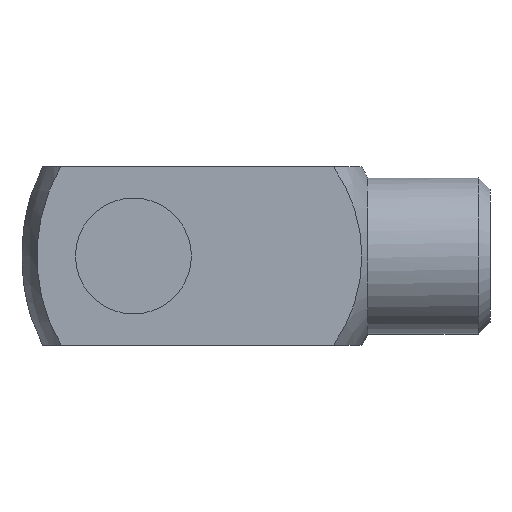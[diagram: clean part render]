
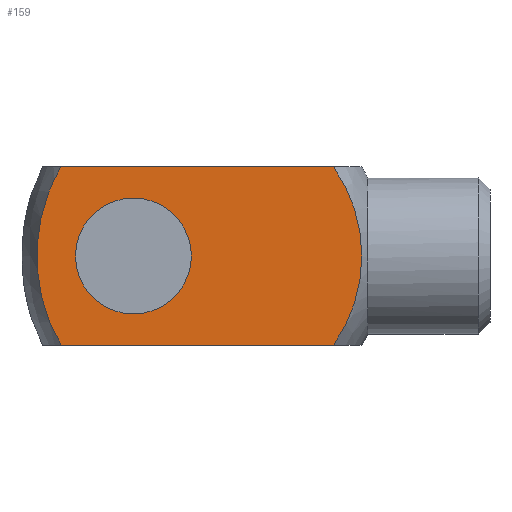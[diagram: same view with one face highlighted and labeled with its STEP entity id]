
A CAD part, front view. The second image highlights one B-rep face of the part: STEP entity #159.
In plain terms, the highlighted planar face has unit normal (0, -1, 0).
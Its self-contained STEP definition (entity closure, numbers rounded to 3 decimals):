
#159 = ADVANCED_FACE( '', ( #332, #333 ), #334, .T. );
#332 = FACE_BOUND( '', #543, .T. );
#333 = FACE_OUTER_BOUND( '', #544, .T. );
#334 = PLANE( '', #545 );
#543 = EDGE_LOOP( '', ( #963 ) );
#544 = EDGE_LOOP( '', ( #964, #965, #966, #967 ) );
#545 = AXIS2_PLACEMENT_3D( '', #968, #969, #970 );
#963 = ORIENTED_EDGE( '', *, *, #1020, .F. );
#964 = ORIENTED_EDGE( '', *, *, #1025, .F. );
#965 = ORIENTED_EDGE( '', *, *, #1080, .T. );
#966 = ORIENTED_EDGE( '', *, *, #1127, .F. );
#967 = ORIENTED_EDGE( '', *, *, #1110, .T. );
#968 = CARTESIAN_POINT( '', ( 32., -8., 24. ) );
#969 = DIRECTION( '', ( 0., -1., 0. ) );
#970 = DIRECTION( '', ( 0., 0., -1. ) );
#1020 = EDGE_CURVE( '', #1219, #1219, #1220, .T. );
#1025 = EDGE_CURVE( '', #1227, #1222, #1229, .F. );
#1080 = EDGE_CURVE( '', #1227, #1320, #1322, .T. );
#1110 = EDGE_CURVE( '', #1363, #1222, #1364, .T. );
#1127 = EDGE_CURVE( '', #1363, #1320, #1383, .T. );
#1219 = VERTEX_POINT( '', #1515 );
#1220 = CIRCLE( '', #1516, 5.2 );
#1222 = VERTEX_POINT( '', #1518 );
#1227 = VERTEX_POINT( '', #1523 );
#1229 = CIRCLE( '', #1525, 13.856 );
#1320 = VERTEX_POINT( '', #1698 );
#1322 = LINE( '', #1705, #1706 );
#1363 = VERTEX_POINT( '', #1776 );
#1364 = LINE( '', #1777, #1778 );
#1383 = B_SPLINE_CURVE_WITH_KNOTS( '', 3, ( #1829, #1830, #1831, #1832, #1833, #1834, #1835, #1836, #1837, #1838, #1839, #1840, #1841, #1842, #1843, #1844, #1845, #1846 ), .UNSPECIFIED., .F., .F., ( 4, 2, 2, 2, 2, 2, 2, 2, 4 ), ( 0.083, 0.084, 0.086, 0.088, 0.09, 0.092, 0.096, 0.098, 0.1 ), .UNSPECIFIED. );
#1515 = CARTESIAN_POINT( '', ( 0., -8., -5.2 ) );
#1516 = AXIS2_PLACEMENT_3D( '', #1935, #1936, #1937 );
#1518 = CARTESIAN_POINT( '', ( 17.954, -8., -8. ) );
#1523 = CARTESIAN_POINT( '', ( 17.954, -8., 8. ) );
#1525 = AXIS2_PLACEMENT_3D( '', #1947, #1948, #1949 );
#1698 = CARTESIAN_POINT( '', ( -6.491, -8., 8. ) );
#1705 = CARTESIAN_POINT( '', ( 32., -8., 8. ) );
#1706 = VECTOR( '', #2014, 1000. );
#1776 = CARTESIAN_POINT( '', ( -6.491, -8., -8. ) );
#1777 = CARTESIAN_POINT( '', ( 32., -8., -8. ) );
#1778 = VECTOR( '', #2047, 1000. );
#1829 = CARTESIAN_POINT( '', ( -6.491, -8., -8. ) );
#1830 = CARTESIAN_POINT( '', ( -6.672, -8., -7.699 ) );
#1831 = CARTESIAN_POINT( '', ( -6.843, -8., -7.389 ) );
#1832 = CARTESIAN_POINT( '', ( -7.16, -8., -6.764 ) );
#1833 = CARTESIAN_POINT( '', ( -7.307, -8., -6.446 ) );
#1834 = CARTESIAN_POINT( '', ( -7.713, -8., -5.483 ) );
#1835 = CARTESIAN_POINT( '', ( -7.938, -8., -4.824 ) );
#1836 = CARTESIAN_POINT( '', ( -8.3, -8., -3.474 ) );
#1837 = CARTESIAN_POINT( '', ( -8.436, -8., -2.779 ) );
#1838 = CARTESIAN_POINT( '', ( -8.616, -8., -1.386 ) );
#1839 = CARTESIAN_POINT( '', ( -8.661, -8., -0.685 ) );
#1840 = CARTESIAN_POINT( '', ( -8.658, -8., 1.428 ) );
#1841 = CARTESIAN_POINT( '', ( -8.479, -8., 2.807 ) );
#1842 = CARTESIAN_POINT( '', ( -7.936, -8., 4.828 ) );
#1843 = CARTESIAN_POINT( '', ( -7.707, -8., 5.499 ) );
#1844 = CARTESIAN_POINT( '', ( -7.163, -8., 6.786 ) );
#1845 = CARTESIAN_POINT( '', ( -6.848, -8., 7.405 ) );
#1846 = CARTESIAN_POINT( '', ( -6.491, -8., 8. ) );
#1935 = CARTESIAN_POINT( '', ( 0., -8., 0. ) );
#1936 = DIRECTION( '', ( 0., -1., 0. ) );
#1937 = DIRECTION( '', ( 0., 0., -1. ) );
#1947 = CARTESIAN_POINT( '', ( 6.64, -8., 0. ) );
#1948 = DIRECTION( '', ( 0., -1., 0. ) );
#1949 = DIRECTION( '', ( 0., 0., -1. ) );
#2014 = DIRECTION( '', ( -1., 0., 0. ) );
#2047 = DIRECTION( '', ( 1., 0., 0. ) );
